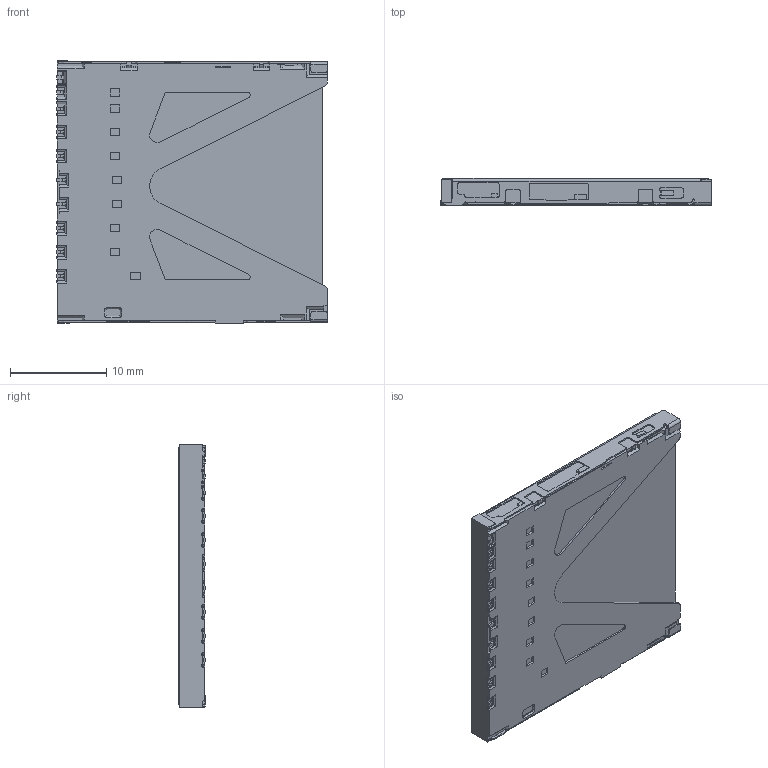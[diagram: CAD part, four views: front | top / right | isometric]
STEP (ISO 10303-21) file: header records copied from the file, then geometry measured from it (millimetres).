
FILE_DESCRIPTION (( 'STEP AP203' ), '1' );
FILE_NAME ('191216FPS009-2904-0 3D儌僨儖僨乕僞.STEP', '2019-12-16T07:27:26', ( 'admin' ), ( '' ), 'SwSTEP 2.0', 'SolidWorks 2014', '' );
FILE_SCHEMA (( 'CONFIG_CONTROL_DESIGN' ));
Length unit declared in the file: millimetre
Products named in the file (1): 191216FPS009-2904-0 3D儌僨儖僨乕僞
Bounding box: 28.17 x 2.8 x 27.35 mm (x, y, z)
Volume: 1967.6 mm3; surface area: 2557.8 mm2
Topology: 1 solids, 1 shells, 979 faces, 2766 edges, 1812 vertices
Faces by surface type: plane 711, cylinder 244, bspline 18, cone 6
Entity records: 32257 total; most frequent: CARTESIAN_POINT 6484, ORIENTED_EDGE 5532, DIRECTION 5121, EDGE_CURVE 2766, VECTOR 2231, LINE 2231, VERTEX_POINT 1812, AXIS2_PLACEMENT_3D 1445
